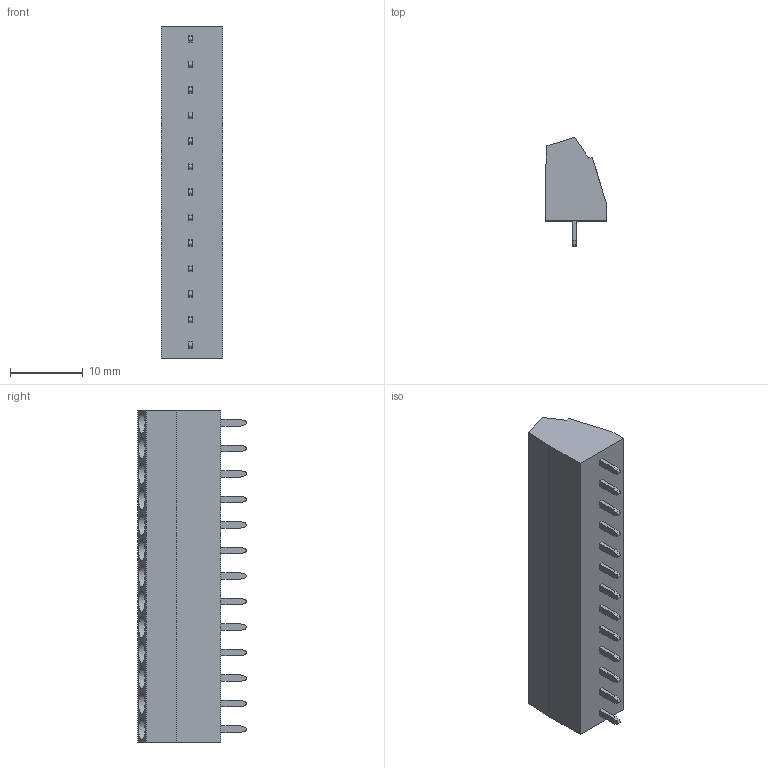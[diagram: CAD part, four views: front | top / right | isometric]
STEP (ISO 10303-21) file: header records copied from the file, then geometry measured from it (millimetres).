
FILE_DESCRIPTION((''),'2;1');
FILE_NAME('PRT0001','2024-10-19T',('sj'),(''),'PRO/ENGINEER BY PARAMETRIC TECHNOLOGY CORPORATION, 2013240','PRO/ENGINEER BY PARAMETRIC TECHNOLOGY CORPORATION, 2013240','');
FILE_SCHEMA(('AUTOMOTIVE_DESIGN_CC2 { 1 2 10303 214 -1 1 5 2 }'));
Length unit declared in the file: millimetre
Products named in the file (1): PRT0001
Bounding box: 8.4 x 14.9 x 45.5 mm (x, y, z)
Volume: 3344.7 mm3; surface area: 2163.4 mm2
Topology: 1 solids, 1 shells, 361 faces, 856 edges, 536 vertices
Faces by surface type: plane 322, cylinder 39
Entity records: 10188 total; most frequent: CARTESIAN_POINT 1753, ORIENTED_EDGE 1712, DIRECTION 1708, EDGE_CURVE 856, VECTOR 726, LINE 726, VERTEX_POINT 536, AXIS2_PLACEMENT_3D 491
